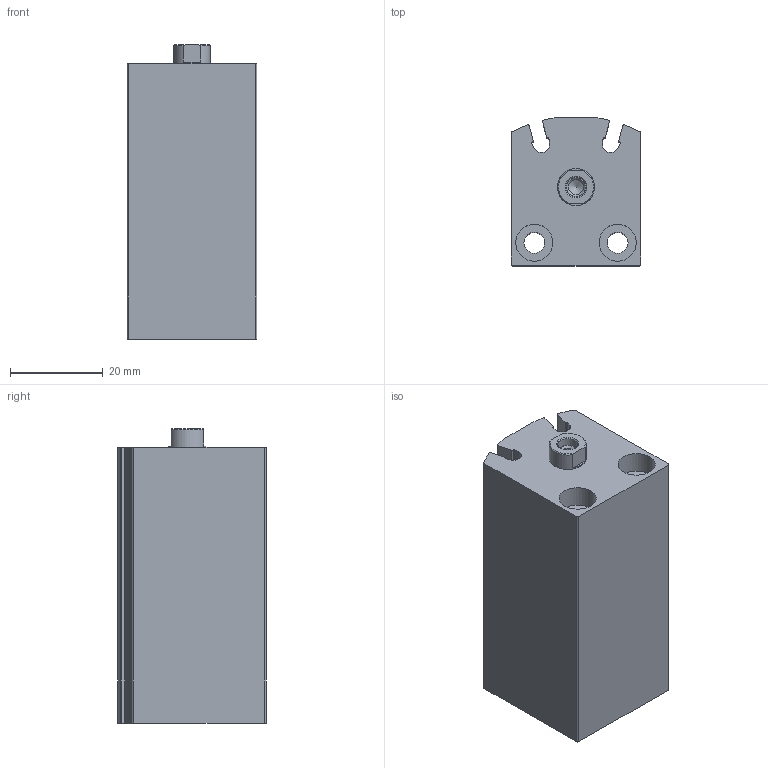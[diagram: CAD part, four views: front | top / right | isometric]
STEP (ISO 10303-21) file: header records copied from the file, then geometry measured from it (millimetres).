
FILE_DESCRIPTION(/* description */ ('STEP AP214'),/* implementation_level */ '2;1');
FILE_NAME(/* name */ '188098_AEVC-16-25-I-P-A',/* time_stamp */ '2024-08-02T19:06:31+02:00',/* author */ ('License CC BY-ND 4.0'),/* organization */ ('CADENAS'),/* preprocessor_version */ 'ST-DEVELOPER v19.3',/* originating_system */ 'PARTsolutions',/* authorisation */ ' ');
FILE_SCHEMA (('AUTOMOTIVE_DESIGN {1 0 10303 214 3 1 1}'));
Length unit declared in the file: millimetre
Products named in the file (3): 188098 AEVC-16-25-I-P-A---(asm_0); 188098 AEVC-16-25-I-P-A---(ZR); 188098 AEVC-16-25-I-P-A---(KS)
Assembly tree (2 placements, depth 2):
  188098 AEVC-16-25-I-P-A---(asm_0)
    188098 AEVC-16-25-I-P-A---(ZR)
    188098 AEVC-16-25-I-P-A---(KS)
Bounding box: 28 x 32 x 63.5 mm (x, y, z)
Volume: 43332.7 mm3; surface area: 15262.2 mm2
Topology: 2 solids, 2 shells, 68 faces, 165 edges, 109 vertices
Faces by surface type: cylinder 34, plane 28, cone 6
Full cylindrical faces by diameter (mm): 2.5 x1, 3.242 x1, 4.134 x1, 4.3 x1, 4.5 x2, 8 x4, 16 x2
Entity records: 2005 total; most frequent: DIRECTION 360, CARTESIAN_POINT 336, ORIENTED_EDGE 292, AXIS2_PLACEMENT_3D 147, EDGE_CURVE 146, VERTEX_POINT 107, FACE_BOUND 97, EDGE_LOOP 96
